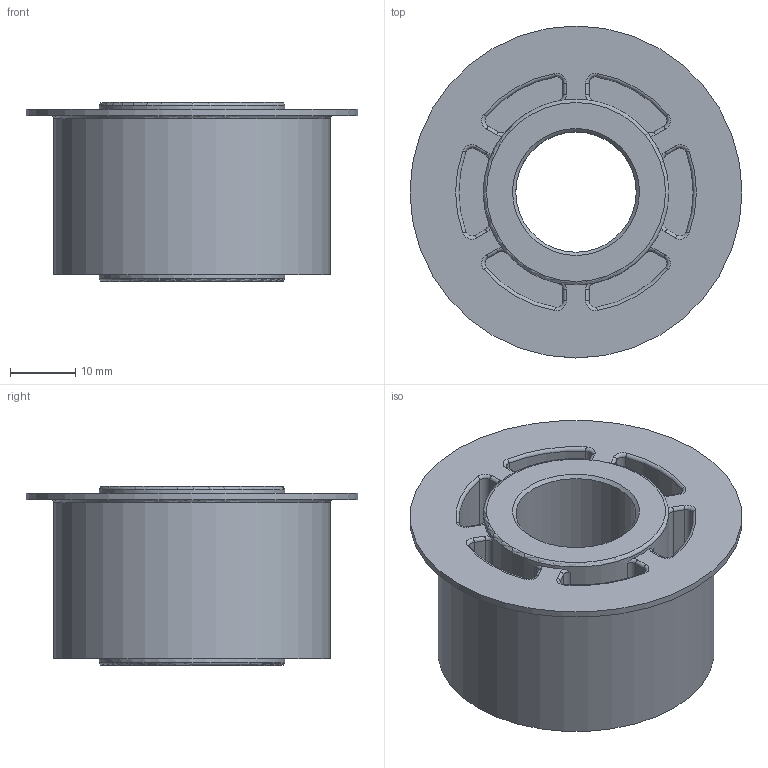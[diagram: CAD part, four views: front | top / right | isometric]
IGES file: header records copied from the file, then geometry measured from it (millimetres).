
Global section: file name: No Iges File Name specified; native system: AutoDesk Inventor R10; preprocessor: AutoDesk Inventor Iges Exporter R10; author: No Author specified; organization: No Organization specified; date: 20060529.144606; units: millimetre
Bounding box: 51 x 51 x 27.5 mm (x, y, z)
Volume: 24118.2 mm3; surface area: 12983.1 mm2
Topology: 1 solids, 1 shells, 105 faces, 262 edges, 162 vertices
Faces by surface type: revolution 33, torus 32, plane 23, cylinder 16, bspline 1
Full cylindrical faces by diameter (mm): 28.5 x2, 42.5 x1, 51 x1
